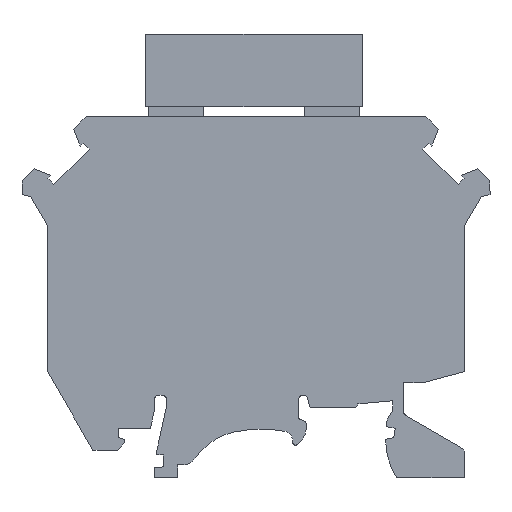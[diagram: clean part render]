
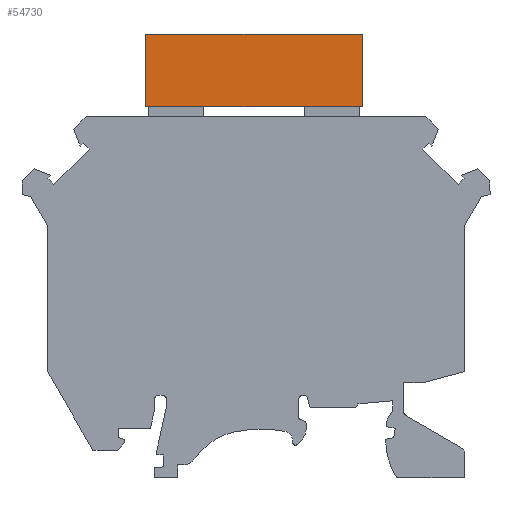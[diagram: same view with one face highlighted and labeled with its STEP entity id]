
A CAD part, left-side view. The second image highlights one B-rep face of the part: STEP entity #54730.
In plain terms, the highlighted face is planar.
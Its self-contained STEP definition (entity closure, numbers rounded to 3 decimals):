
#51040=CARTESIAN_POINT('',(0.,50.122,1.37));
#51050=DIRECTION('',(-1.,0.,0.));
#51060=VECTOR('',#51050,1.);
#51070=LINE('',#51040,#51060);
#51080=CARTESIAN_POINT('',(41.449,50.122,1.37));
#51090=VERTEX_POINT('',#51080);
#51100=CARTESIAN_POINT('',(13.899,50.122,1.37));
#51110=VERTEX_POINT('',#51100);
#51120=EDGE_CURVE('',#51090,#51110,#51070,.T.);
#53240=CARTESIAN_POINT('',(41.449,0.,1.37));
#53250=DIRECTION('',(0.,1.,0.));
#53260=VECTOR('',#53250,1.);
#53270=LINE('',#53240,#53260);
#53280=CARTESIAN_POINT('',(41.449,40.922,1.37));
#53290=VERTEX_POINT('',#53280);
#53300=EDGE_CURVE('',#53290,#51090,#53270,.T.);
#54500=CARTESIAN_POINT('',(27.674,43.122,1.37));
#54510=DIRECTION('',(0.,0.,-1.));
#54520=DIRECTION('',(0.,1.,0.));
#54530=AXIS2_PLACEMENT_3D('',#54500,#54510,#54520);
#54540=PLANE('',#54530);
#54550=CARTESIAN_POINT('',(13.899,0.,1.37));
#54560=DIRECTION('',(0.,1.,0.));
#54570=VECTOR('',#54560,1.);
#54580=LINE('',#54550,#54570);
#54590=CARTESIAN_POINT('',(13.899,40.922,1.37));
#54600=VERTEX_POINT('',#54590);
#54610=EDGE_CURVE('',#54600,#51110,#54580,.T.);
#54620=ORIENTED_EDGE('',*,*,#54610,.T.);
#54630=CARTESIAN_POINT('',(0.,40.922,1.37));
#54640=DIRECTION('',(-1.,0.,0.));
#54650=VECTOR('',#54640,1.);
#54660=LINE('',#54630,#54650);
#54670=EDGE_CURVE('',#53290,#54600,#54660,.T.);
#54680=ORIENTED_EDGE('',*,*,#54670,.T.);
#54690=ORIENTED_EDGE('',*,*,#53300,.F.);
#54700=ORIENTED_EDGE('',*,*,#51120,.F.);
#54710=EDGE_LOOP('',(#54700,#54690,#54680,#54620));
#54720=FACE_OUTER_BOUND('',#54710,.T.);
#54730=ADVANCED_FACE('',(#54720),#54540,.T.);
